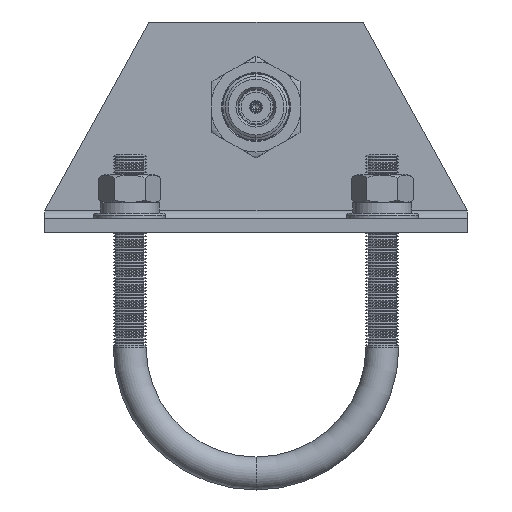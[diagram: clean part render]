
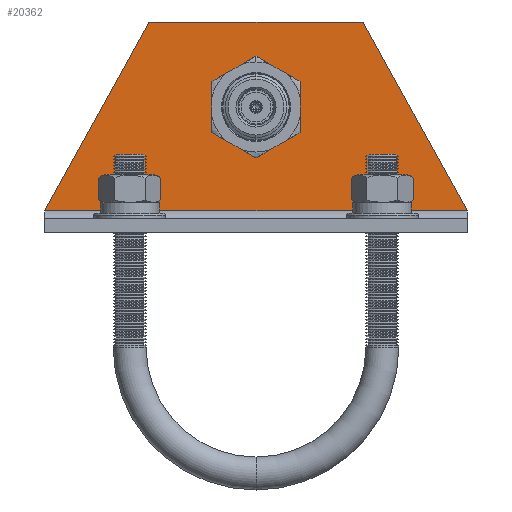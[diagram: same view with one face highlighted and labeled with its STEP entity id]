
A CAD part, front view. The second image highlights one B-rep face of the part: STEP entity #20362.
In plain terms, the highlighted face is planar.
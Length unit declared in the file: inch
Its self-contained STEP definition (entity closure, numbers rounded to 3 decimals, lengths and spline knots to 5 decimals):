
#1191 = ORIENTED_EDGE ( 'NONE', *, *, #5239, .F. ) ;
#2814 = EDGE_CURVE ( 'NONE', #20674, #25517, #23284, .T. ) ;
#3196 = VERTEX_POINT ( 'NONE', #14108 ) ;
#3797 = DIRECTION ( 'NONE',  ( 1., 0., 0. ) ) ;
#4227 = EDGE_CURVE ( 'NONE', #12760, #28463, #19502, .T. ) ;
#5017 = DIRECTION ( 'NONE',  ( 0., -1., 0. ) ) ;
#5239 = EDGE_CURVE ( 'NONE', #27588, #12760, #30544, .T. ) ;
#6812 = DIRECTION ( 'NONE',  ( -1., 0., 0. ) ) ;
#7311 = EDGE_CURVE ( 'NONE', #3196, #27588, #17539, .T. ) ;
#7482 = CARTESIAN_POINT ( 'NONE',  ( -0.127, 1.975, -1.965 ) ) ;
#8256 = AXIS2_PLACEMENT_3D ( 'NONE', #12663, #12858, #12972 ) ;
#8689 = DIRECTION ( 'NONE',  ( 0., 0.484, -0.875 ) ) ;
#8920 = FACE_OUTER_BOUND ( 'NONE', #17481, .T. ) ;
#9249 = CARTESIAN_POINT ( 'NONE',  ( -0.127, -1.975, -0.2 ) ) ;
#9516 = CARTESIAN_POINT ( 'NONE',  ( -0.127, -1., -1.965 ) ) ;
#9586 = CARTESIAN_POINT ( 'NONE',  ( -0.127, 1.975, -0.2 ) ) ;
#10088 = ORIENTED_EDGE ( 'NONE', *, *, #7311, .F. ) ;
#10311 = CARTESIAN_POINT ( 'NONE',  ( -0.127, 0., -0.848 ) ) ;
#10398 = ORIENTED_EDGE ( 'NONE', *, *, #19856, .F. ) ;
#11402 = EDGE_LOOP ( 'NONE', ( #10398, #18710 ) ) ;
#11718 = VECTOR ( 'NONE', #19497, 39.37008 ) ;
#12663 = CARTESIAN_POINT ( 'NONE',  ( -0.127, 0., -1.1705 ) ) ;
#12760 = VERTEX_POINT ( 'NONE', #9249 ) ;
#12858 = DIRECTION ( 'NONE',  ( -1., 0., 0. ) ) ;
#12899 = CARTESIAN_POINT ( 'NONE',  ( -0.127, -1., -1.965 ) ) ;
#12930 = VECTOR ( 'NONE', #8689, 39.37008 ) ;
#12972 = DIRECTION ( 'NONE',  ( 0., 0., -1. ) ) ;
#13611 = CARTESIAN_POINT ( 'NONE',  ( -0.127, 1.975, -0.2 ) ) ;
#13992 = CARTESIAN_POINT ( 'NONE',  ( -0.127, 0., -1.493 ) ) ;
#14108 = CARTESIAN_POINT ( 'NONE',  ( -0.127, 1., -1.965 ) ) ;
#17481 = EDGE_LOOP ( 'NONE', ( #23447, #18611, #1191, #10088 ) ) ;
#17485 = CARTESIAN_POINT ( 'NONE',  ( -0.127, 1., -1.965 ) ) ;
#17539 = LINE ( 'NONE', #17485, #30593 ) ;
#18352 = LINE ( 'NONE', #7482, #24092 ) ;
#18496 = DIRECTION ( 'NONE',  ( 0., 0.484, 0.875 ) ) ;
#18522 = CARTESIAN_POINT ( 'NONE',  ( -0.127, 1.975, -1.965 ) ) ;
#18611 = ORIENTED_EDGE ( 'NONE', *, *, #4227, .F. ) ;
#18710 = ORIENTED_EDGE ( 'NONE', *, *, #2814, .F. ) ;
#19043 = CIRCLE ( 'NONE', #21867, 0.3225 ) ;
#19497 = DIRECTION ( 'NONE',  ( 0., -1., 0. ) ) ;
#19502 = LINE ( 'NONE', #9516, #12930 ) ;
#19856 = EDGE_CURVE ( 'NONE', #25517, #20674, #19043, .T. ) ;
#20362 = ADVANCED_FACE ( 'NONE', ( #22754, #8920 ), #23309, .F. ) ;
#20674 = VERTEX_POINT ( 'NONE', #10311 ) ;
#20926 = DIRECTION ( 'NONE',  ( 0., 0., -1. ) ) ;
#21506 = CARTESIAN_POINT ( 'NONE',  ( -0.127, 0., -1.1705 ) ) ;
#21867 = AXIS2_PLACEMENT_3D ( 'NONE', #21506, #6812, #23992 ) ;
#22754 = FACE_BOUND ( 'NONE', #11402, .T. ) ;
#23284 = CIRCLE ( 'NONE', #8256, 0.3225 ) ;
#23309 = PLANE ( 'NONE',  #24988 ) ;
#23447 = ORIENTED_EDGE ( 'NONE', *, *, #26207, .T. ) ;
#23992 = DIRECTION ( 'NONE',  ( 0., 0., -1. ) ) ;
#24092 = VECTOR ( 'NONE', #5017, 39.37008 ) ;
#24988 = AXIS2_PLACEMENT_3D ( 'NONE', #18522, #3797, #20926 ) ;
#25517 = VERTEX_POINT ( 'NONE', #13992 ) ;
#26207 = EDGE_CURVE ( 'NONE', #3196, #28463, #18352, .T. ) ;
#27588 = VERTEX_POINT ( 'NONE', #13611 ) ;
#28463 = VERTEX_POINT ( 'NONE', #12899 ) ;
#30544 = LINE ( 'NONE', #9586, #11718 ) ;
#30593 = VECTOR ( 'NONE', #18496, 39.37008 ) ;
